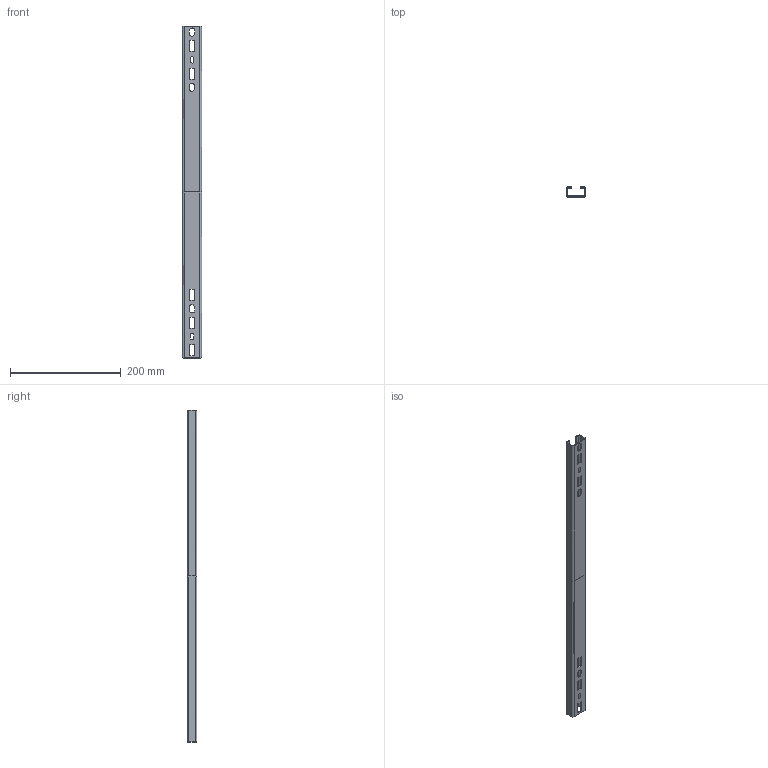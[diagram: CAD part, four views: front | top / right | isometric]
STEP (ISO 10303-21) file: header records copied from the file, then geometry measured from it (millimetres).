
FILE_DESCRIPTION(/* description */ (''),/* implementation_level */ '2;1');
FILE_NAME(/* name */ '1104310',/* time_stamp */ '2014-05-21T15:35:14+02:00',/* author */ (''),/* organization */ (''),/* preprocessor_version */ 'ST-DEVELOPER v15',/* originating_system */ '',/* authorisation */ '');
FILE_SCHEMA (('AUTOMOTIVE_DESIGN'));
Length unit declared in the file: millimetre
Products named in the file (1): Document
Bounding box: 35 x 18 x 600 mm (x, y, z)
Volume: 57560.5 mm3; surface area: 94387 mm2
Topology: 1 solids, 1 shells, 88 faces, 206 edges, 120 vertices
Faces by surface type: plane 62, bspline 26
Entity records: 2332 total; most frequent: CARTESIAN_POINT 956, ORIENTED_EDGE 412, EDGE_CURVE 206, B_SPLINE_CURVE_WITH_KNOTS 123, VERTEX_POINT 120, EDGE_LOOP 108, ADVANCED_FACE 88, FACE_OUTER_BOUND 88
